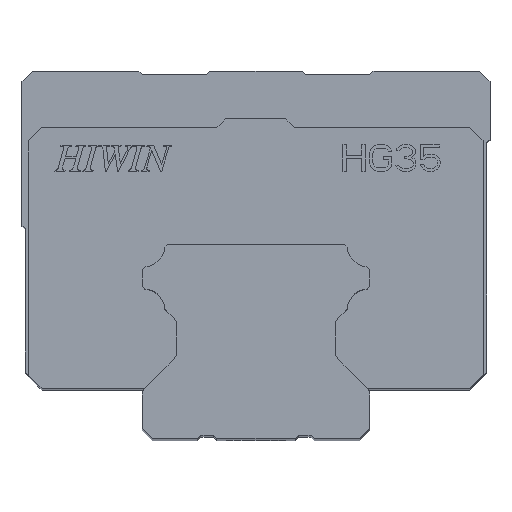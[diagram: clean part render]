
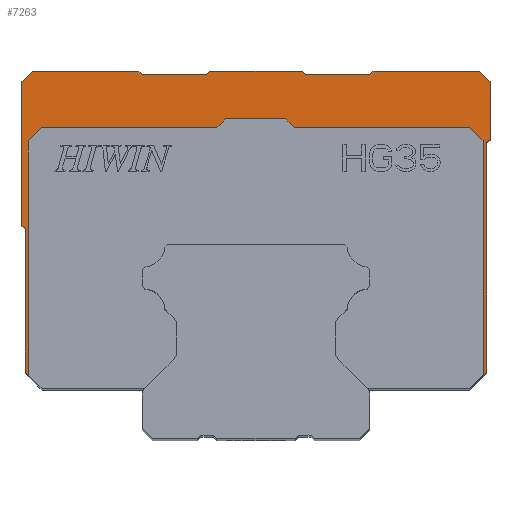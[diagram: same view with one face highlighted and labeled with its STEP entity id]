
A CAD part, top view. The second image highlights one B-rep face of the part: STEP entity #7263.
In plain terms, the highlighted planar face has unit normal (0, 0, 1).
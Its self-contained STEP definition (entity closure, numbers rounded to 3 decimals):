
#1777=DIRECTION('',(0.707,0.707,0.));
#1778=VECTOR('',#1777,2.893);
#1779=CARTESIAN_POINT('',(31.908,-21.5,52.9));
#1780=LINE('',#1779,#1778);
#1781=DIRECTION('',(0.,1.,0.));
#1782=VECTOR('',#1781,35.);
#1783=CARTESIAN_POINT('',(33.954,-19.454,52.9));
#1784=LINE('',#1783,#1782);
#1785=DIRECTION('',(-0.707,0.707,0.));
#1786=VECTOR('',#1785,2.828);
#1787=CARTESIAN_POINT('',(33.954,15.546,52.9));
#1788=LINE('',#1787,#1786);
#1789=DIRECTION('',(-1.,0.,0.));
#1790=VECTOR('',#1789,26.2);
#1791=CARTESIAN_POINT('',(31.954,17.546,52.9));
#1792=LINE('',#1791,#1790);
#1793=DIRECTION('',(-0.707,0.707,0.));
#1794=VECTOR('',#1793,1.838);
#1795=CARTESIAN_POINT('',(5.754,17.546,52.9));
#1796=LINE('',#1795,#1794);
#1797=DIRECTION('',(-1.,0.,0.));
#1798=VECTOR('',#1797,9.);
#1799=CARTESIAN_POINT('',(4.454,18.846,52.9));
#1800=LINE('',#1799,#1798);
#1801=DIRECTION('',(-0.707,-0.707,0.));
#1802=VECTOR('',#1801,1.838);
#1803=CARTESIAN_POINT('',(-4.546,18.846,52.9));
#1804=LINE('',#1803,#1802);
#1805=DIRECTION('',(-1.,0.,0.));
#1806=VECTOR('',#1805,26.2);
#1807=CARTESIAN_POINT('',(-5.846,17.546,52.9));
#1808=LINE('',#1807,#1806);
#1809=DIRECTION('',(-0.707,-0.707,0.));
#1810=VECTOR('',#1809,2.828);
#1811=CARTESIAN_POINT('',(-32.046,17.546,52.9));
#1812=LINE('',#1811,#1810);
#1813=DIRECTION('',(0.,-1.,0.));
#1814=VECTOR('',#1813,34.999);
#1815=CARTESIAN_POINT('',(-34.046,15.546,52.9));
#1816=LINE('',#1815,#1814);
#1817=DIRECTION('',(0.707,-0.707,0.));
#1818=VECTOR('',#1817,0.641);
#1819=CARTESIAN_POINT('',(-34.5,-19.,52.9));
#1820=LINE('',#1819,#1818);
#1821=DIRECTION('',(0.,-1.,0.));
#1822=VECTOR('',#1821,21.5);
#1823=CARTESIAN_POINT('',(-34.5,2.5,52.9));
#1824=LINE('',#1823,#1822);
#1825=DIRECTION('',(0.707,-0.707,0.));
#1826=VECTOR('',#1825,0.707);
#1827=CARTESIAN_POINT('',(-35.,3.,52.9));
#1828=LINE('',#1827,#1826);
#1829=DIRECTION('',(0.,-1.,0.));
#1830=VECTOR('',#1829,21.5);
#1831=CARTESIAN_POINT('',(-35.,24.5,52.9));
#1832=LINE('',#1831,#1830);
#1833=DIRECTION('',(-0.707,-0.707,0.));
#1834=VECTOR('',#1833,2.121);
#1835=CARTESIAN_POINT('',(-33.5,26.,52.9));
#1836=LINE('',#1835,#1834);
#1837=DIRECTION('',(-1.,0.,0.));
#1838=VECTOR('',#1837,16.);
#1839=CARTESIAN_POINT('',(-17.5,26.,52.9));
#1840=LINE('',#1839,#1838);
#1841=DIRECTION('',(-0.707,0.707,0.));
#1842=VECTOR('',#1841,0.707);
#1843=CARTESIAN_POINT('',(-17.,25.5,52.9));
#1844=LINE('',#1843,#1842);
#1845=DIRECTION('',(-1.,0.,0.));
#1846=VECTOR('',#1845,9.6);
#1847=CARTESIAN_POINT('',(-7.4,25.5,52.9));
#1848=LINE('',#1847,#1846);
#1849=DIRECTION('',(-0.707,-0.707,0.));
#1850=VECTOR('',#1849,0.707);
#1851=CARTESIAN_POINT('',(-6.9,26.,52.9));
#1852=LINE('',#1851,#1850);
#1853=DIRECTION('',(-1.,0.,0.));
#1854=VECTOR('',#1853,13.8);
#1855=CARTESIAN_POINT('',(6.9,26.,52.9));
#1856=LINE('',#1855,#1854);
#1857=DIRECTION('',(-0.707,0.707,0.));
#1858=VECTOR('',#1857,0.707);
#1859=CARTESIAN_POINT('',(7.4,25.5,52.9));
#1860=LINE('',#1859,#1858);
#1861=DIRECTION('',(-1.,0.,0.));
#1862=VECTOR('',#1861,9.6);
#1863=CARTESIAN_POINT('',(17.,25.5,52.9));
#1864=LINE('',#1863,#1862);
#1865=DIRECTION('',(-0.707,-0.707,0.));
#1866=VECTOR('',#1865,0.707);
#1867=CARTESIAN_POINT('',(17.5,26.,52.9));
#1868=LINE('',#1867,#1866);
#1869=DIRECTION('',(-1.,0.,0.));
#1870=VECTOR('',#1869,16.);
#1871=CARTESIAN_POINT('',(33.5,26.,52.9));
#1872=LINE('',#1871,#1870);
#1873=DIRECTION('',(-0.707,0.707,0.));
#1874=VECTOR('',#1873,2.121);
#1875=CARTESIAN_POINT('',(35.,24.5,52.9));
#1876=LINE('',#1875,#1874);
#1877=DIRECTION('',(0.,1.,0.));
#1878=VECTOR('',#1877,8.7);
#1879=CARTESIAN_POINT('',(35.,15.8,52.9));
#1880=LINE('',#1879,#1878);
#1881=DIRECTION('',(0.707,0.707,0.));
#1882=VECTOR('',#1881,0.707);
#1883=CARTESIAN_POINT('',(34.5,15.3,52.9));
#1884=LINE('',#1883,#1882);
#1885=DIRECTION('',(0.,1.,0.));
#1886=VECTOR('',#1885,34.3);
#1887=CARTESIAN_POINT('',(34.5,-19.,52.9));
#1888=LINE('',#1887,#1886);
#1889=DIRECTION('',(0.707,0.707,0.));
#1890=VECTOR('',#1889,3.536);
#1891=CARTESIAN_POINT('',(32.,-21.5,52.9));
#1892=LINE('',#1891,#1890);
#1893=DIRECTION('',(1.,0.,0.));
#1894=VECTOR('',#1893,0.092);
#1895=CARTESIAN_POINT('',(31.908,-21.5,52.9));
#1896=LINE('',#1895,#1894);
#4615=CARTESIAN_POINT('',(33.5,26.,52.9));
#4616=CARTESIAN_POINT('',(17.5,26.,52.9));
#4617=VERTEX_POINT('',#4615);
#4618=VERTEX_POINT('',#4616);
#4619=CARTESIAN_POINT('',(17.,25.5,52.9));
#4620=VERTEX_POINT('',#4619);
#4621=CARTESIAN_POINT('',(7.4,25.5,52.9));
#4622=VERTEX_POINT('',#4621);
#4623=CARTESIAN_POINT('',(6.9,26.,52.9));
#4624=VERTEX_POINT('',#4623);
#4625=CARTESIAN_POINT('',(-6.9,26.,52.9));
#4626=VERTEX_POINT('',#4625);
#4627=CARTESIAN_POINT('',(-7.4,25.5,52.9));
#4628=VERTEX_POINT('',#4627);
#4629=CARTESIAN_POINT('',(-17.,25.5,52.9));
#4630=VERTEX_POINT('',#4629);
#4631=CARTESIAN_POINT('',(-17.5,26.,52.9));
#4632=VERTEX_POINT('',#4631);
#4633=CARTESIAN_POINT('',(-33.5,26.,52.9));
#4634=VERTEX_POINT('',#4633);
#4635=CARTESIAN_POINT('',(-35.,24.5,52.9));
#4636=VERTEX_POINT('',#4635);
#4637=CARTESIAN_POINT('',(-35.,3.,52.9));
#4638=VERTEX_POINT('',#4637);
#4639=CARTESIAN_POINT('',(-34.5,2.5,52.9));
#4640=VERTEX_POINT('',#4639);
#4641=CARTESIAN_POINT('',(-34.5,-19.,52.9));
#4642=VERTEX_POINT('',#4641);
#4643=CARTESIAN_POINT('',(32.,-21.5,52.9));
#4644=CARTESIAN_POINT('',(34.5,-19.,52.9));
#4645=VERTEX_POINT('',#4643);
#4646=VERTEX_POINT('',#4644);
#4647=CARTESIAN_POINT('',(34.5,15.3,52.9));
#4648=VERTEX_POINT('',#4647);
#4649=CARTESIAN_POINT('',(35.,15.8,52.9));
#4650=VERTEX_POINT('',#4649);
#4651=CARTESIAN_POINT('',(35.,24.5,52.9));
#4652=VERTEX_POINT('',#4651);
#4725=CARTESIAN_POINT('',(31.908,-21.5,52.9));
#4726=CARTESIAN_POINT('',(33.954,-19.454,52.9));
#4727=VERTEX_POINT('',#4725);
#4728=VERTEX_POINT('',#4726);
#4729=CARTESIAN_POINT('',(33.954,15.546,52.9));
#4730=VERTEX_POINT('',#4729);
#4731=CARTESIAN_POINT('',(31.954,17.546,52.9));
#4732=VERTEX_POINT('',#4731);
#4733=CARTESIAN_POINT('',(5.754,17.546,52.9));
#4734=VERTEX_POINT('',#4733);
#4735=CARTESIAN_POINT('',(4.454,18.846,52.9));
#4736=VERTEX_POINT('',#4735);
#4737=CARTESIAN_POINT('',(-4.546,18.846,52.9));
#4738=VERTEX_POINT('',#4737);
#4739=CARTESIAN_POINT('',(-5.846,17.546,52.9));
#4740=VERTEX_POINT('',#4739);
#4741=CARTESIAN_POINT('',(-32.046,17.546,52.9));
#4742=VERTEX_POINT('',#4741);
#4743=CARTESIAN_POINT('',(-34.046,15.546,52.9));
#4744=VERTEX_POINT('',#4743);
#4745=CARTESIAN_POINT('',(-34.046,-19.454,52.9));
#4746=VERTEX_POINT('',#4745);
#7199=CARTESIAN_POINT('',(0.,0.,52.9));
#7200=DIRECTION('',(0.,0.,1.));
#7201=DIRECTION('',(1.,0.,0.));
#7202=AXIS2_PLACEMENT_3D('',#7199,#7200,#7201);
#7203=PLANE('',#7202);
#7204=ORIENTED_EDGE('',*,*,#7190,.T.);
#7206=ORIENTED_EDGE('',*,*,#7205,.T.);
#7208=ORIENTED_EDGE('',*,*,#7207,.T.);
#7210=ORIENTED_EDGE('',*,*,#7209,.T.);
#7212=ORIENTED_EDGE('',*,*,#7211,.T.);
#7214=ORIENTED_EDGE('',*,*,#7213,.T.);
#7216=ORIENTED_EDGE('',*,*,#7215,.T.);
#7218=ORIENTED_EDGE('',*,*,#7217,.T.);
#7220=ORIENTED_EDGE('',*,*,#7219,.T.);
#7222=ORIENTED_EDGE('',*,*,#7221,.T.);
#7223=ORIENTED_EDGE('',*,*,#6111,.F.);
#7225=ORIENTED_EDGE('',*,*,#7224,.F.);
#7227=ORIENTED_EDGE('',*,*,#7226,.F.);
#7229=ORIENTED_EDGE('',*,*,#7228,.F.);
#7231=ORIENTED_EDGE('',*,*,#7230,.F.);
#7233=ORIENTED_EDGE('',*,*,#7232,.F.);
#7235=ORIENTED_EDGE('',*,*,#7234,.F.);
#7237=ORIENTED_EDGE('',*,*,#7236,.F.);
#7239=ORIENTED_EDGE('',*,*,#7238,.F.);
#7241=ORIENTED_EDGE('',*,*,#7240,.F.);
#7243=ORIENTED_EDGE('',*,*,#7242,.F.);
#7245=ORIENTED_EDGE('',*,*,#7244,.F.);
#7247=ORIENTED_EDGE('',*,*,#7246,.F.);
#7249=ORIENTED_EDGE('',*,*,#7248,.F.);
#7251=ORIENTED_EDGE('',*,*,#7250,.F.);
#7253=ORIENTED_EDGE('',*,*,#7252,.F.);
#7255=ORIENTED_EDGE('',*,*,#7254,.F.);
#7257=ORIENTED_EDGE('',*,*,#7256,.F.);
#7259=ORIENTED_EDGE('',*,*,#7258,.F.);
#7260=ORIENTED_EDGE('',*,*,#6494,.F.);
#7261=EDGE_LOOP('',(#7204,#7206,#7208,#7210,#7212,#7214,#7216,#7218,#7220,#7222,
#7223,#7225,#7227,#7229,#7231,#7233,#7235,#7237,#7239,#7241,#7243,#7245,#7247,
#7249,#7251,#7253,#7255,#7257,#7259,#7260));
#7262=FACE_OUTER_BOUND('',#7261,.F.);
#7263=ADVANCED_FACE('',(#7262),#7203,.T.);
#6111=EDGE_CURVE('',#4642,#4746,#1820,.T.);
#6494=EDGE_CURVE('',#4727,#4645,#1896,.T.);
#7190=EDGE_CURVE('',#4727,#4728,#1780,.T.);
#7205=EDGE_CURVE('',#4728,#4730,#1784,.T.);
#7207=EDGE_CURVE('',#4730,#4732,#1788,.T.);
#7209=EDGE_CURVE('',#4732,#4734,#1792,.T.);
#7211=EDGE_CURVE('',#4734,#4736,#1796,.T.);
#7213=EDGE_CURVE('',#4736,#4738,#1800,.T.);
#7215=EDGE_CURVE('',#4738,#4740,#1804,.T.);
#7217=EDGE_CURVE('',#4740,#4742,#1808,.T.);
#7219=EDGE_CURVE('',#4742,#4744,#1812,.T.);
#7221=EDGE_CURVE('',#4744,#4746,#1816,.T.);
#7224=EDGE_CURVE('',#4640,#4642,#1824,.T.);
#7226=EDGE_CURVE('',#4638,#4640,#1828,.T.);
#7228=EDGE_CURVE('',#4636,#4638,#1832,.T.);
#7230=EDGE_CURVE('',#4634,#4636,#1836,.T.);
#7232=EDGE_CURVE('',#4632,#4634,#1840,.T.);
#7234=EDGE_CURVE('',#4630,#4632,#1844,.T.);
#7236=EDGE_CURVE('',#4628,#4630,#1848,.T.);
#7238=EDGE_CURVE('',#4626,#4628,#1852,.T.);
#7240=EDGE_CURVE('',#4624,#4626,#1856,.T.);
#7242=EDGE_CURVE('',#4622,#4624,#1860,.T.);
#7244=EDGE_CURVE('',#4620,#4622,#1864,.T.);
#7246=EDGE_CURVE('',#4618,#4620,#1868,.T.);
#7248=EDGE_CURVE('',#4617,#4618,#1872,.T.);
#7250=EDGE_CURVE('',#4652,#4617,#1876,.T.);
#7252=EDGE_CURVE('',#4650,#4652,#1880,.T.);
#7254=EDGE_CURVE('',#4648,#4650,#1884,.T.);
#7256=EDGE_CURVE('',#4646,#4648,#1888,.T.);
#7258=EDGE_CURVE('',#4645,#4646,#1892,.T.);
